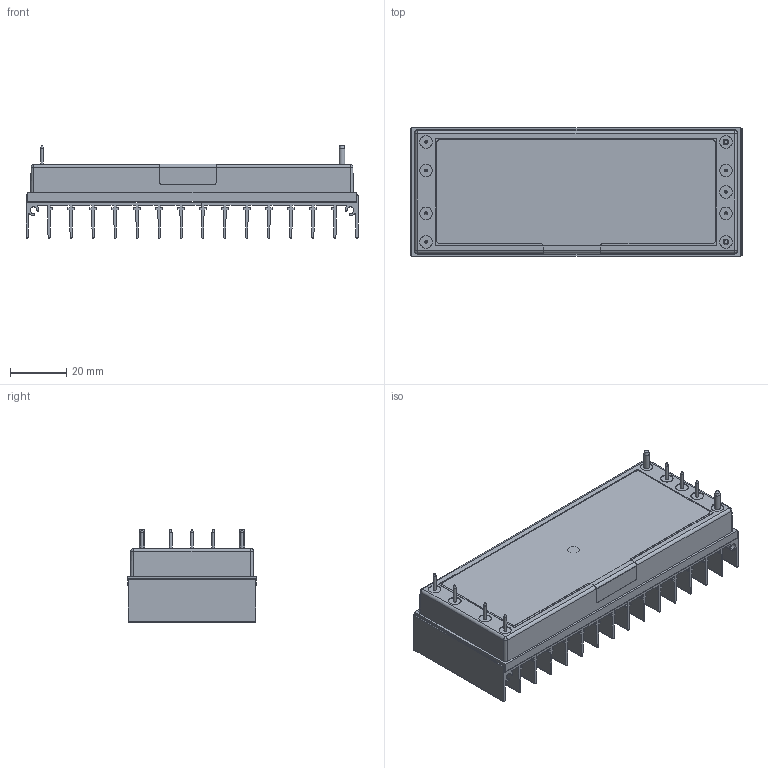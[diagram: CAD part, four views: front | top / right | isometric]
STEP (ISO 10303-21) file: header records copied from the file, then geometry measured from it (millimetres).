
FILE_DESCRIPTION (( 'STEP AP214' ), '1' );
FILE_NAME ('06161r2-VE-2xx-xx-F4.step', '2010-08-24T20:04:30', ( 'Vicor Employee' ), ( 'Vicor Corporation' ), 'SwSTEP 2.0', 'SolidWorks 2010', '' );
FILE_SCHEMA (( 'AUTOMOTIVE_DESIGN' ));
Length unit declared in the file: inch
Products named in the file (1): 06161r2-VE-2xx-xx-F4
Bounding box: 118.1 x 45.72 x 32.95 mm (x, y, z)
Surface area: 48727.4 mm2 (no closed solid volume)
Topology: 0 solids, 14 shells, 370 faces, 1190 edges, 801 vertices
Faces by surface type: plane 194, cylinder 163, cone 9, sphere 4
Full cylindrical faces by diameter (mm): 1.016 x7, 2.032 x2, 4.445 x9
Entity records: 17807 total; most frequent: CARTESIAN_POINT 2359, DIRECTION 2324, ORIENTED_EDGE 2049, EDGE_CURVE 1163, VERTEX_POINT 801, AXIS2_PLACEMENT_3D 798, LINE 728, VECTOR 728
